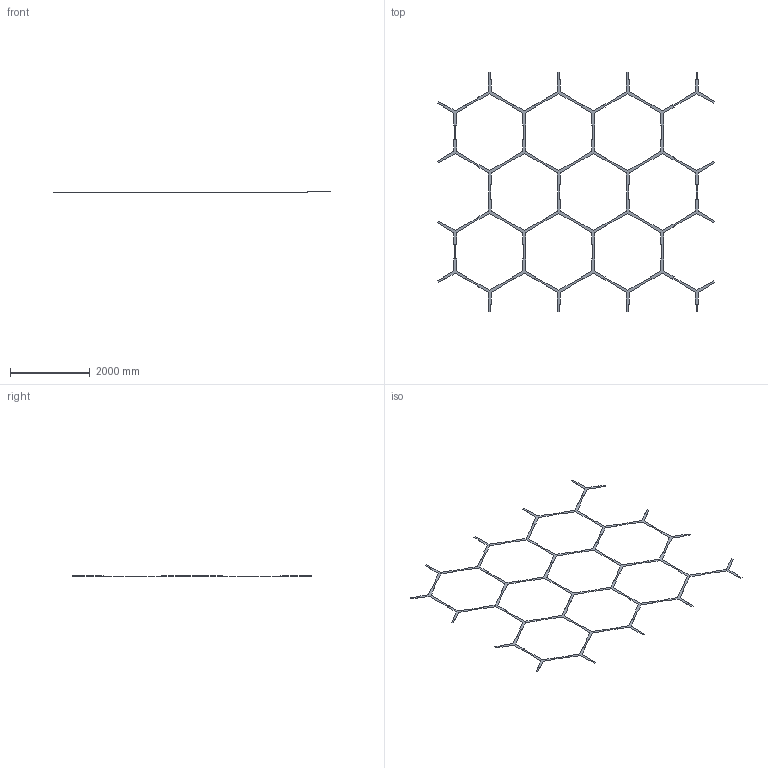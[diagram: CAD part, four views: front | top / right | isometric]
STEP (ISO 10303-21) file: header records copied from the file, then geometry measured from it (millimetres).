
FILE_DESCRIPTION(('CATIA V5 STEP Exchange'),'2;1');
FILE_NAME('hex_solid_thick.stp','2022-03-12T17:40:10+00:00',('none'),('none'),'CATIA Version 5-6 Release 2015','CATIA V5 STEP AP203','none');
FILE_SCHEMA(('CONFIG_CONTROL_DESIGN'));
Length unit declared in the file: millimetre
Products named in the file (1): hex_solid_thick
Bounding box: 6949.23 x 6000 x 0 mm (x, y, z)
Surface area: 3866393 mm2 (no closed solid volume)
Topology: 0 solids, 1 shells, 8 faces, 598 edges, 572 vertices
Faces by surface type: plane 8
Entity records: 5035 total; most frequent: CARTESIAN_POINT 1173, ORIENTED_EDGE 804, DIRECTION 602, VECTOR 598, LINE 598, EDGE_CURVE 596, VERTEX_POINT 568, EDGE_LOOP 14
